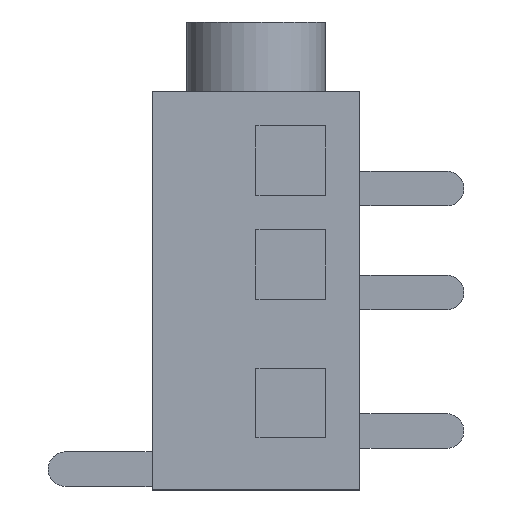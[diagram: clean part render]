
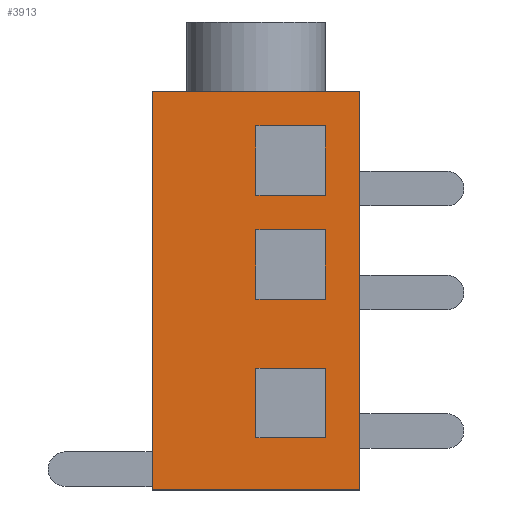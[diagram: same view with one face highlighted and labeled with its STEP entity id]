
A CAD part, top view. The second image highlights one B-rep face of the part: STEP entity #3913.
In plain terms, the highlighted planar face has unit normal (0, 0, 1).
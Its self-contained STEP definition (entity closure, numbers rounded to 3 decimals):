
#90 = EDGE_CURVE ( 'NONE', #1573, #1499, #1700, .T. ) ;
#145 = CARTESIAN_POINT ( 'NONE',  ( 5., 5.5, 5. ) ) ;
#218 = EDGE_CURVE ( 'NONE', #6556, #644, #942, .T. ) ;
#273 = VERTEX_POINT ( 'NONE', #788 ) ;
#299 = LINE ( 'NONE', #2996, #872 ) ;
#306 = CARTESIAN_POINT ( 'NONE',  ( 3., 5.5, 5. ) ) ;
#326 = PLANE ( 'NONE',  #4440 ) ;
#327 = LINE ( 'NONE', #1516, #4293 ) ;
#361 = VECTOR ( 'NONE', #1061, 1000. ) ;
#390 = LINE ( 'NONE', #5756, #7056 ) ;
#393 = VERTEX_POINT ( 'NONE', #5649 ) ;
#527 = VERTEX_POINT ( 'NONE', #2626 ) ;
#644 = VERTEX_POINT ( 'NONE', #3310 ) ;
#658 = VECTOR ( 'NONE', #6634, 1000. ) ;
#722 = LINE ( 'NONE', #2271, #658 ) ;
#776 = EDGE_CURVE ( 'NONE', #6247, #527, #3167, .T. ) ;
#788 = CARTESIAN_POINT ( 'NONE',  ( 3., 3.5, 5. ) ) ;
#796 = EDGE_CURVE ( 'NONE', #4705, #393, #327, .T. ) ;
#837 = ORIENTED_EDGE ( 'NONE', *, *, #4965, .T. ) ;
#843 = ORIENTED_EDGE ( 'NONE', *, *, #1321, .T. ) ;
#872 = VECTOR ( 'NONE', #3675, 1000. ) ;
#942 = LINE ( 'NONE', #145, #1246 ) ;
#1019 = VERTEX_POINT ( 'NONE', #2702 ) ;
#1061 = DIRECTION ( 'NONE',  ( 1., 0., 0. ) ) ;
#1068 = EDGE_LOOP ( 'NONE', ( #5408, #4128, #3554, #6780 ) ) ;
#1138 = ORIENTED_EDGE ( 'NONE', *, *, #4203, .T. ) ;
#1161 = ORIENTED_EDGE ( 'NONE', *, *, #3763, .T. ) ;
#1180 = CARTESIAN_POINT ( 'NONE',  ( 5., 8.5, 5. ) ) ;
#1215 = CARTESIAN_POINT ( 'NONE',  ( 3., 1.5, 5. ) ) ;
#1246 = VECTOR ( 'NONE', #1824, 1000. ) ;
#1310 = CARTESIAN_POINT ( 'NONE',  ( 3., 3.5, 5. ) ) ;
#1321 = EDGE_CURVE ( 'NONE', #393, #4207, #390, .T. ) ;
#1331 = DIRECTION ( 'NONE',  ( 1., 0., 0. ) ) ;
#1436 = FACE_BOUND ( 'NONE', #4321, .T. ) ;
#1499 = VERTEX_POINT ( 'NONE', #1180 ) ;
#1516 = CARTESIAN_POINT ( 'NONE',  ( 5., 1.5, 5. ) ) ;
#1551 = CARTESIAN_POINT ( 'NONE',  ( 6., 0., 5. ) ) ;
#1573 = VERTEX_POINT ( 'NONE', #3433 ) ;
#1700 = LINE ( 'NONE', #5513, #2312 ) ;
#1771 = CARTESIAN_POINT ( 'NONE',  ( 0., 0., 5. ) ) ;
#1811 = EDGE_LOOP ( 'NONE', ( #5632, #843, #3278, #5448 ) ) ;
#1824 = DIRECTION ( 'NONE',  ( 0., -1., 0. ) ) ;
#1828 = ORIENTED_EDGE ( 'NONE', *, *, #2835, .T. ) ;
#1974 = EDGE_CURVE ( 'NONE', #3396, #6247, #299, .T. ) ;
#1986 = LINE ( 'NONE', #1310, #4176 ) ;
#2007 = DIRECTION ( 'NONE',  ( 0., -1., 0. ) ) ;
#2162 = CARTESIAN_POINT ( 'NONE',  ( 3., 10.5, 5. ) ) ;
#2194 = CARTESIAN_POINT ( 'NONE',  ( 6., 11.5, 5. ) ) ;
#2202 = VECTOR ( 'NONE', #2830, 1000. ) ;
#2227 = ORIENTED_EDGE ( 'NONE', *, *, #90, .T. ) ;
#2271 = CARTESIAN_POINT ( 'NONE',  ( 3., 10.5, 5. ) ) ;
#2312 = VECTOR ( 'NONE', #6099, 1000. ) ;
#2319 = LINE ( 'NONE', #3500, #2202 ) ;
#2361 = VECTOR ( 'NONE', #4909, 1000. ) ;
#2389 = EDGE_CURVE ( 'NONE', #1019, #3891, #5511, .T. ) ;
#2588 = DIRECTION ( 'NONE',  ( 0., 1., 0. ) ) ;
#2626 = CARTESIAN_POINT ( 'NONE',  ( 6., 11.5, 5. ) ) ;
#2662 = VECTOR ( 'NONE', #4109, 1000. ) ;
#2682 = EDGE_LOOP ( 'NONE', ( #6180, #3966, #4160, #1138 ) ) ;
#2702 = CARTESIAN_POINT ( 'NONE',  ( 3., 5.5, 5. ) ) ;
#2787 = CARTESIAN_POINT ( 'NONE',  ( 5., 7.5, 5. ) ) ;
#2830 = DIRECTION ( 'NONE',  ( 1., 0., 0. ) ) ;
#2835 = EDGE_CURVE ( 'NONE', #4035, #1573, #2319, .T. ) ;
#2912 = DIRECTION ( 'NONE',  ( 0., 0., 1. ) ) ;
#2913 = EDGE_CURVE ( 'NONE', #644, #1019, #3002, .T. ) ;
#2980 = VECTOR ( 'NONE', #6110, 1000. ) ;
#2995 = CARTESIAN_POINT ( 'NONE',  ( 0., 11.5, 5. ) ) ;
#2996 = CARTESIAN_POINT ( 'NONE',  ( 0., 0., 5. ) ) ;
#3002 = LINE ( 'NONE', #306, #2662 ) ;
#3057 = CARTESIAN_POINT ( 'NONE',  ( 3., 7.5, 5. ) ) ;
#3107 = EDGE_CURVE ( 'NONE', #273, #4705, #3221, .T. ) ;
#3167 = LINE ( 'NONE', #1551, #6463 ) ;
#3221 = LINE ( 'NONE', #4325, #361 ) ;
#3276 = LINE ( 'NONE', #2194, #2361 ) ;
#3278 = ORIENTED_EDGE ( 'NONE', *, *, #5968, .T. ) ;
#3310 = CARTESIAN_POINT ( 'NONE',  ( 5., 5.5, 5. ) ) ;
#3396 = VERTEX_POINT ( 'NONE', #1771 ) ;
#3433 = CARTESIAN_POINT ( 'NONE',  ( 5., 10.5, 5. ) ) ;
#3476 = EDGE_CURVE ( 'NONE', #6824, #3396, #6778, .T. ) ;
#3500 = CARTESIAN_POINT ( 'NONE',  ( 5., 10.5, 5. ) ) ;
#3537 = DIRECTION ( 'NONE',  ( 0., 1., 0. ) ) ;
#3554 = ORIENTED_EDGE ( 'NONE', *, *, #2389, .T. ) ;
#3675 = DIRECTION ( 'NONE',  ( 1., 0., 0. ) ) ;
#3763 = EDGE_CURVE ( 'NONE', #5020, #4035, #722, .T. ) ;
#3891 = VERTEX_POINT ( 'NONE', #3057 ) ;
#3913 = ADVANCED_FACE ( 'NONE', ( #6870, #4061, #6272, #1436 ), #326, .T. ) ;
#3931 = DIRECTION ( 'NONE',  ( 1., 0., 0. ) ) ;
#3966 = ORIENTED_EDGE ( 'NONE', *, *, #1974, .T. ) ;
#4035 = VERTEX_POINT ( 'NONE', #2162 ) ;
#4061 = FACE_BOUND ( 'NONE', #1811, .T. ) ;
#4094 = CARTESIAN_POINT ( 'NONE',  ( 3., 8.5, 5. ) ) ;
#4109 = DIRECTION ( 'NONE',  ( -1., 0., 0. ) ) ;
#4128 = ORIENTED_EDGE ( 'NONE', *, *, #2913, .T. ) ;
#4160 = ORIENTED_EDGE ( 'NONE', *, *, #776, .T. ) ;
#4176 = VECTOR ( 'NONE', #3537, 1000. ) ;
#4203 = EDGE_CURVE ( 'NONE', #527, #6824, #3276, .T. ) ;
#4207 = VERTEX_POINT ( 'NONE', #1215 ) ;
#4262 = DIRECTION ( 'NONE',  ( -1., 0., 0. ) ) ;
#4293 = VECTOR ( 'NONE', #2007, 1000. ) ;
#4299 = CARTESIAN_POINT ( 'NONE',  ( 5., 7.5, 5. ) ) ;
#4321 = EDGE_LOOP ( 'NONE', ( #2227, #837, #1161, #1828 ) ) ;
#4325 = CARTESIAN_POINT ( 'NONE',  ( 5., 3.5, 5. ) ) ;
#4426 = CARTESIAN_POINT ( 'NONE',  ( 3., 8.5, 5. ) ) ;
#4440 = AXIS2_PLACEMENT_3D ( 'NONE', #5656, #2912, #1331 ) ;
#4623 = LINE ( 'NONE', #4426, #2980 ) ;
#4705 = VERTEX_POINT ( 'NONE', #5819 ) ;
#4909 = DIRECTION ( 'NONE',  ( -1., 0., 0. ) ) ;
#4957 = EDGE_CURVE ( 'NONE', #3891, #6556, #6801, .T. ) ;
#4965 = EDGE_CURVE ( 'NONE', #1499, #5020, #4623, .T. ) ;
#5020 = VERTEX_POINT ( 'NONE', #4094 ) ;
#5408 = ORIENTED_EDGE ( 'NONE', *, *, #218, .T. ) ;
#5448 = ORIENTED_EDGE ( 'NONE', *, *, #3107, .T. ) ;
#5491 = CARTESIAN_POINT ( 'NONE',  ( 6., 0., 5. ) ) ;
#5511 = LINE ( 'NONE', #6161, #5680 ) ;
#5513 = CARTESIAN_POINT ( 'NONE',  ( 5., 8.5, 5. ) ) ;
#5565 = VECTOR ( 'NONE', #5736, 1000. ) ;
#5632 = ORIENTED_EDGE ( 'NONE', *, *, #796, .T. ) ;
#5649 = CARTESIAN_POINT ( 'NONE',  ( 5., 1.5, 5. ) ) ;
#5656 = CARTESIAN_POINT ( 'NONE',  ( 3., 5.75, 5. ) ) ;
#5680 = VECTOR ( 'NONE', #6064, 1000. ) ;
#5736 = DIRECTION ( 'NONE',  ( 0., -1., 0. ) ) ;
#5756 = CARTESIAN_POINT ( 'NONE',  ( 3., 1.5, 5. ) ) ;
#5819 = CARTESIAN_POINT ( 'NONE',  ( 5., 3.5, 5. ) ) ;
#5968 = EDGE_CURVE ( 'NONE', #4207, #273, #1986, .T. ) ;
#6064 = DIRECTION ( 'NONE',  ( 0., 1., 0. ) ) ;
#6099 = DIRECTION ( 'NONE',  ( 0., -1., 0. ) ) ;
#6110 = DIRECTION ( 'NONE',  ( -1., 0., 0. ) ) ;
#6161 = CARTESIAN_POINT ( 'NONE',  ( 3., 7.5, 5. ) ) ;
#6180 = ORIENTED_EDGE ( 'NONE', *, *, #3476, .T. ) ;
#6188 = CARTESIAN_POINT ( 'NONE',  ( 0., 11.5, 5. ) ) ;
#6247 = VERTEX_POINT ( 'NONE', #5491 ) ;
#6272 = FACE_BOUND ( 'NONE', #1068, .T. ) ;
#6284 = VECTOR ( 'NONE', #3931, 1000. ) ;
#6463 = VECTOR ( 'NONE', #2588, 1000. ) ;
#6556 = VERTEX_POINT ( 'NONE', #4299 ) ;
#6634 = DIRECTION ( 'NONE',  ( 0., 1., 0. ) ) ;
#6778 = LINE ( 'NONE', #2995, #5565 ) ;
#6780 = ORIENTED_EDGE ( 'NONE', *, *, #4957, .T. ) ;
#6801 = LINE ( 'NONE', #2787, #6284 ) ;
#6824 = VERTEX_POINT ( 'NONE', #6188 ) ;
#6870 = FACE_OUTER_BOUND ( 'NONE', #2682, .T. ) ;
#7056 = VECTOR ( 'NONE', #4262, 1000. ) ;
